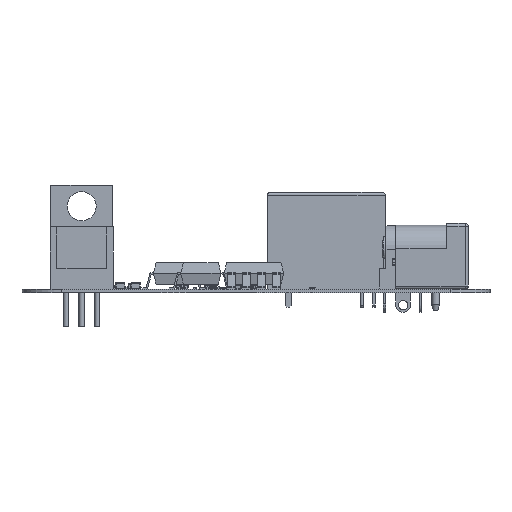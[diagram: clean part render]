
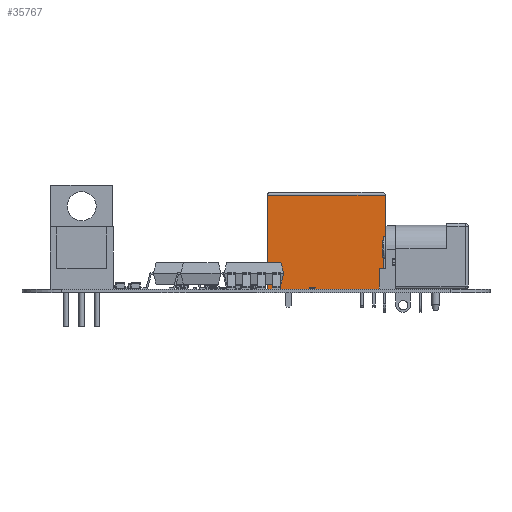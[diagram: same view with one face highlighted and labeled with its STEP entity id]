
A CAD part, front view. The second image highlights one B-rep face of the part: STEP entity #35767.
In plain terms, the highlighted face is planar.
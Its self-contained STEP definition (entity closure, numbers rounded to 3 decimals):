
#35567 = VERTEX_POINT('',#35568);
#35568 = CARTESIAN_POINT('',(7.8,9.8,15.3));
#35625 = VERTEX_POINT('',#35626);
#35626 = CARTESIAN_POINT('',(7.8,-9.4,15.3));
#35633 = EDGE_CURVE('',#35567,#35625,#35634,.T.);
#35634 = LINE('',#35635,#35636);
#35635 = CARTESIAN_POINT('',(7.8,9.8,15.3));
#35636 = VECTOR('',#35637,1.);
#35637 = DIRECTION('',(0.,-1.,0.));
#35725 = EDGE_CURVE('',#35726,#35567,#35728,.T.);
#35726 = VERTEX_POINT('',#35727);
#35727 = CARTESIAN_POINT('',(7.8,9.8,0.));
#35728 = LINE('',#35729,#35730);
#35729 = CARTESIAN_POINT('',(7.8,9.8,0.));
#35730 = VECTOR('',#35731,1.);
#35731 = DIRECTION('',(0.,0.,1.));
#35767 = ADVANCED_FACE('',(#35768),#35786,.T.);
#35768 = FACE_BOUND('',#35769,.T.);
#35769 = EDGE_LOOP('',(#35770,#35771,#35772,#35780));
#35770 = ORIENTED_EDGE('',*,*,#35725,.T.);
#35771 = ORIENTED_EDGE('',*,*,#35633,.T.);
#35772 = ORIENTED_EDGE('',*,*,#35773,.F.);
#35773 = EDGE_CURVE('',#35774,#35625,#35776,.T.);
#35774 = VERTEX_POINT('',#35775);
#35775 = CARTESIAN_POINT('',(7.8,-9.4,0.));
#35776 = LINE('',#35777,#35778);
#35777 = CARTESIAN_POINT('',(7.8,-9.4,0.));
#35778 = VECTOR('',#35779,1.);
#35779 = DIRECTION('',(0.,0.,1.));
#35780 = ORIENTED_EDGE('',*,*,#35781,.F.);
#35781 = EDGE_CURVE('',#35726,#35774,#35782,.T.);
#35782 = LINE('',#35783,#35784);
#35783 = CARTESIAN_POINT('',(7.8,9.8,0.));
#35784 = VECTOR('',#35785,1.);
#35785 = DIRECTION('',(0.,-1.,0.));
#35786 = PLANE('',#35787);
#35787 = AXIS2_PLACEMENT_3D('',#35788,#35789,#35790);
#35788 = CARTESIAN_POINT('',(7.8,9.8,0.));
#35789 = DIRECTION('',(1.,0.,0.));
#35790 = DIRECTION('',(0.,-1.,0.));
